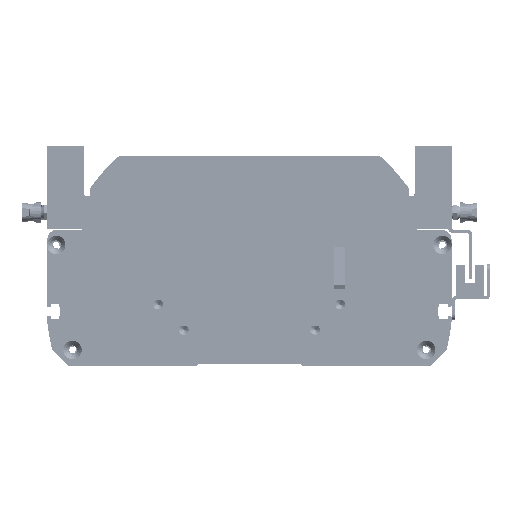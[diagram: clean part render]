
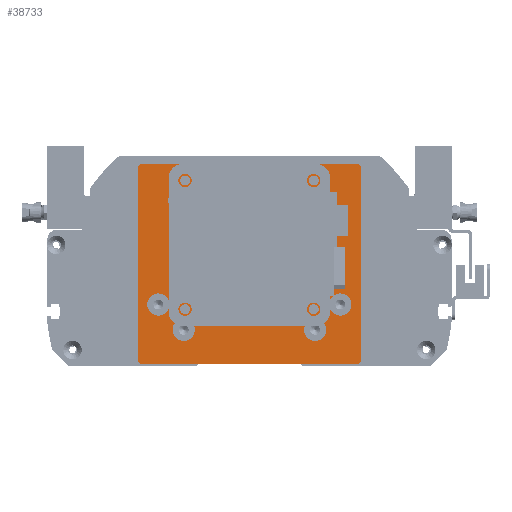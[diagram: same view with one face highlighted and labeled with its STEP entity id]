
A CAD part, front view. The second image highlights one B-rep face of the part: STEP entity #38733.
In plain terms, the highlighted face is planar.
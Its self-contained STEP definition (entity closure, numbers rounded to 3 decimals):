
#3038=FACE_BOUND('',#9680,.T.);
#3039=FACE_BOUND('',#9681,.T.);
#3040=FACE_BOUND('',#9682,.T.);
#3041=FACE_BOUND('',#9683,.T.);
#3042=FACE_BOUND('',#9684,.T.);
#3043=FACE_BOUND('',#9685,.T.);
#3044=FACE_BOUND('',#9686,.T.);
#3045=FACE_BOUND('',#9687,.T.);
#3046=FACE_BOUND('',#9688,.T.);
#5114=CIRCLE('',#43353,2.459);
#5115=CIRCLE('',#43356,2.459);
#5116=CIRCLE('',#43364,2.459);
#5117=CIRCLE('',#43366,2.459);
#5120=CIRCLE('',#43371,5.5);
#5123=CIRCLE('',#43377,5.5);
#5126=CIRCLE('',#43383,5.5);
#5129=CIRCLE('',#43389,5.5);
#5131=CIRCLE('',#43394,35.);
#7166=FACE_OUTER_BOUND('',#9679,.T.);
#9679=EDGE_LOOP('',(#35225,#35226,#35227,#35228,#35229,#35230,#35231,#35232));
#9680=EDGE_LOOP('',(#35233));
#9681=EDGE_LOOP('',(#35234));
#9682=EDGE_LOOP('',(#35235));
#9683=EDGE_LOOP('',(#35236));
#9684=EDGE_LOOP('',(#35237));
#9685=EDGE_LOOP('',(#35238));
#9686=EDGE_LOOP('',(#35239));
#9687=EDGE_LOOP('',(#35240));
#9688=EDGE_LOOP('',(#35241));
#12571=LINE('',#69467,#15514);
#12574=LINE('',#69476,#15517);
#12577=LINE('',#69481,#15520);
#12579=LINE('',#69484,#15522);
#12580=LINE('',#69487,#15523);
#12582=LINE('',#69491,#15525);
#12584=LINE('',#69495,#15527);
#12597=LINE('',#69557,#15540);
#15514=VECTOR('',#54396,10.);
#15517=VECTOR('',#54405,10.);
#15520=VECTOR('',#54410,10.);
#15522=VECTOR('',#54414,10.);
#15523=VECTOR('',#54417,10.);
#15525=VECTOR('',#54421,10.);
#15527=VECTOR('',#54425,10.);
#15540=VECTOR('',#54504,10.);
#19172=VERTEX_POINT('',#69460);
#19173=VERTEX_POINT('',#69464);
#19174=VERTEX_POINT('',#69466);
#19175=VERTEX_POINT('',#69470);
#19176=VERTEX_POINT('',#69474);
#19177=VERTEX_POINT('',#69475);
#19178=VERTEX_POINT('',#69480);
#19179=VERTEX_POINT('',#69486);
#19180=VERTEX_POINT('',#69490);
#19181=VERTEX_POINT('',#69494);
#19182=VERTEX_POINT('',#69498);
#19183=VERTEX_POINT('',#69502);
#19186=VERTEX_POINT('',#69511);
#19189=VERTEX_POINT('',#69522);
#19192=VERTEX_POINT('',#69533);
#19195=VERTEX_POINT('',#69544);
#19197=VERTEX_POINT('',#69553);
#24537=EDGE_CURVE('',#19172,#19172,#5114,.T.);
#24540=EDGE_CURVE('',#19174,#19173,#12571,.T.);
#24542=EDGE_CURVE('',#19175,#19175,#5115,.T.);
#24544=EDGE_CURVE('',#19176,#19177,#12574,.T.);
#24547=EDGE_CURVE('',#19178,#19177,#12577,.T.);
#24549=EDGE_CURVE('',#19178,#19173,#12579,.T.);
#24550=EDGE_CURVE('',#19174,#19179,#12580,.T.);
#24552=EDGE_CURVE('',#19180,#19179,#12582,.T.);
#24554=EDGE_CURVE('',#19180,#19181,#12584,.T.);
#24556=EDGE_CURVE('',#19182,#19182,#5116,.T.);
#24558=EDGE_CURVE('',#19183,#19183,#5117,.T.);
#24562=EDGE_CURVE('',#19186,#19186,#5120,.T.);
#24567=EDGE_CURVE('',#19189,#19189,#5123,.T.);
#24572=EDGE_CURVE('',#19192,#19192,#5126,.T.);
#24577=EDGE_CURVE('',#19195,#19195,#5129,.T.);
#24581=EDGE_CURVE('',#19197,#19197,#5131,.T.);
#24583=EDGE_CURVE('',#19176,#19181,#12597,.T.);
#35225=ORIENTED_EDGE('',*,*,#24544,.F.);
#35226=ORIENTED_EDGE('',*,*,#24583,.T.);
#35227=ORIENTED_EDGE('',*,*,#24554,.F.);
#35228=ORIENTED_EDGE('',*,*,#24552,.T.);
#35229=ORIENTED_EDGE('',*,*,#24550,.F.);
#35230=ORIENTED_EDGE('',*,*,#24540,.T.);
#35231=ORIENTED_EDGE('',*,*,#24549,.F.);
#35232=ORIENTED_EDGE('',*,*,#24547,.T.);
#35233=ORIENTED_EDGE('',*,*,#24556,.T.);
#35234=ORIENTED_EDGE('',*,*,#24542,.T.);
#35235=ORIENTED_EDGE('',*,*,#24558,.T.);
#35236=ORIENTED_EDGE('',*,*,#24537,.T.);
#35237=ORIENTED_EDGE('',*,*,#24562,.T.);
#35238=ORIENTED_EDGE('',*,*,#24567,.T.);
#35239=ORIENTED_EDGE('',*,*,#24572,.T.);
#35240=ORIENTED_EDGE('',*,*,#24577,.T.);
#35241=ORIENTED_EDGE('',*,*,#24581,.T.);
#36714=PLANE('',#43396);
#38733=ADVANCED_FACE('',(#7166,#3038,#3039,#3040,#3041,#3042,#3043,#3044,
#3045,#3046),#36714,.T.);
#43353=AXIS2_PLACEMENT_3D('',#69461,#54390,#54391);
#43356=AXIS2_PLACEMENT_3D('',#69471,#54400,#54401);
#43364=AXIS2_PLACEMENT_3D('',#69499,#54429,#54430);
#43366=AXIS2_PLACEMENT_3D('',#69503,#54434,#54435);
#43371=AXIS2_PLACEMENT_3D('',#69512,#54445,#54446);
#43377=AXIS2_PLACEMENT_3D('',#69523,#54459,#54460);
#43383=AXIS2_PLACEMENT_3D('',#69534,#54473,#54474);
#43389=AXIS2_PLACEMENT_3D('',#69545,#54487,#54488);
#43394=AXIS2_PLACEMENT_3D('',#69554,#54499,#54500);
#43396=AXIS2_PLACEMENT_3D('',#69558,#54505,#54506);
#54390=DIRECTION('center_axis',(0.,0.,-1.));
#54391=DIRECTION('ref_axis',(1.,0.,0.));
#54396=DIRECTION('',(-1.,0.,0.));
#54400=DIRECTION('center_axis',(0.,0.,-1.));
#54401=DIRECTION('ref_axis',(1.,0.,0.));
#54405=DIRECTION('',(-0.707,0.707,0.));
#54410=DIRECTION('',(0.,-1.,0.));
#54414=DIRECTION('',(0.707,0.707,0.));
#54417=DIRECTION('',(0.707,-0.707,0.));
#54421=DIRECTION('',(0.,1.,0.));
#54425=DIRECTION('',(-0.707,-0.707,0.));
#54429=DIRECTION('center_axis',(0.,0.,-1.));
#54430=DIRECTION('ref_axis',(1.,0.,0.));
#54434=DIRECTION('center_axis',(0.,0.,-1.));
#54435=DIRECTION('ref_axis',(1.,0.,0.));
#54445=DIRECTION('center_axis',(0.,0.,-1.));
#54446=DIRECTION('ref_axis',(1.,0.,0.));
#54459=DIRECTION('center_axis',(0.,0.,-1.));
#54460=DIRECTION('ref_axis',(1.,0.,0.));
#54473=DIRECTION('center_axis',(0.,0.,-1.));
#54474=DIRECTION('ref_axis',(1.,0.,0.));
#54487=DIRECTION('center_axis',(0.,0.,-1.));
#54488=DIRECTION('ref_axis',(1.,0.,0.));
#54499=DIRECTION('center_axis',(0.,0.,-1.));
#54500=DIRECTION('ref_axis',(1.,0.,0.));
#54504=DIRECTION('',(1.,0.,0.));
#54505=DIRECTION('center_axis',(0.,0.,1.));
#54506=DIRECTION('ref_axis',(1.,0.,0.));
#69460=CARTESIAN_POINT('',(29.361,41.32,89.));
#69461=CARTESIAN_POINT('Origin',(31.82,41.32,89.));
#69464=CARTESIAN_POINT('',(-54.,49.5,89.));
#69466=CARTESIAN_POINT('',(54.,49.5,89.));
#69467=CARTESIAN_POINT('',(55.,49.5,89.));
#69470=CARTESIAN_POINT('',(-34.278,41.32,89.));
#69471=CARTESIAN_POINT('Origin',(-31.82,41.32,89.));
#69474=CARTESIAN_POINT('',(-54.,-49.5,89.));
#69475=CARTESIAN_POINT('',(-55.,-48.5,89.));
#69476=CARTESIAN_POINT('',(-53.125,-50.375,89.));
#69480=CARTESIAN_POINT('',(-55.,48.5,89.));
#69481=CARTESIAN_POINT('',(-55.,49.5,89.));
#69484=CARTESIAN_POINT('',(-53.125,50.375,89.));
#69486=CARTESIAN_POINT('',(55.,48.5,89.));
#69487=CARTESIAN_POINT('',(53.125,50.375,89.));
#69490=CARTESIAN_POINT('',(55.,-48.5,89.));
#69491=CARTESIAN_POINT('',(55.,-49.5,89.));
#69494=CARTESIAN_POINT('',(54.,-49.5,89.));
#69495=CARTESIAN_POINT('',(53.125,-50.375,89.));
#69498=CARTESIAN_POINT('',(29.361,-22.32,89.));
#69499=CARTESIAN_POINT('Origin',(31.82,-22.32,89.));
#69502=CARTESIAN_POINT('',(-34.278,-22.32,89.));
#69503=CARTESIAN_POINT('Origin',(-31.82,-22.32,89.));
#69511=CARTESIAN_POINT('',(27.,-32.5,89.));
#69512=CARTESIAN_POINT('Origin',(32.5,-32.5,89.));
#69522=CARTESIAN_POINT('',(-50.5,-20.,89.));
#69523=CARTESIAN_POINT('Origin',(-45.,-20.,89.));
#69533=CARTESIAN_POINT('',(-38.,-32.5,89.));
#69534=CARTESIAN_POINT('Origin',(-32.5,-32.5,89.));
#69544=CARTESIAN_POINT('',(39.5,-20.,89.));
#69545=CARTESIAN_POINT('Origin',(45.,-20.,89.));
#69553=CARTESIAN_POINT('',(-35.,9.5,89.));
#69554=CARTESIAN_POINT('Origin',(0.,9.5,89.));
#69557=CARTESIAN_POINT('',(-55.,-49.5,89.));
#69558=CARTESIAN_POINT('Origin',(0.,0.,
89.));
